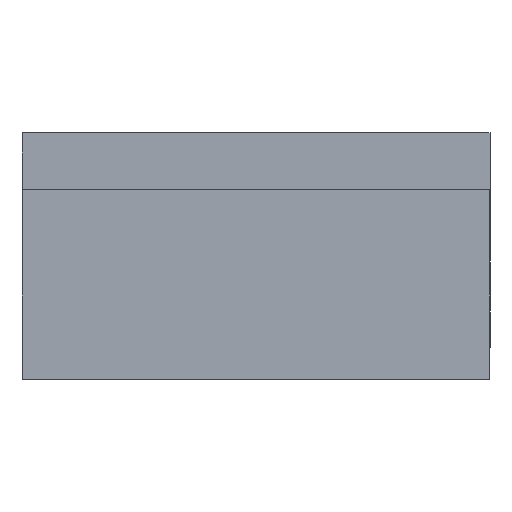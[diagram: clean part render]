
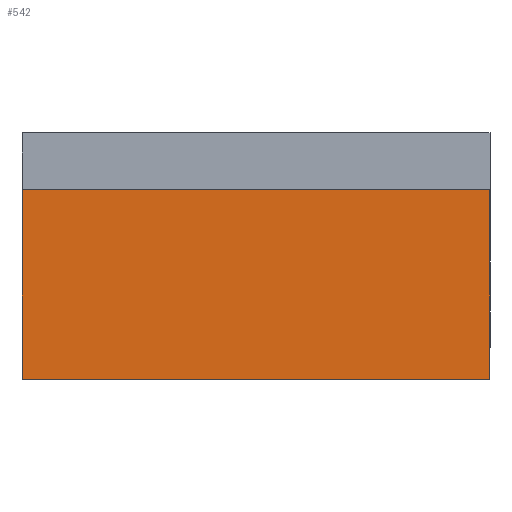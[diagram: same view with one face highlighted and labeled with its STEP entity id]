
A CAD part, left-side view. The second image highlights one B-rep face of the part: STEP entity #542.
In plain terms, the highlighted planar face has unit normal (-1, 0, 0).
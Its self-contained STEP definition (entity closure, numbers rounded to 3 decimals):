
#20 = DIRECTION ( 'NONE',  ( 0., 0., 1. ) ) ;
#28 = ORIENTED_EDGE ( 'NONE', *, *, #261, .F. ) ;
#29 = CARTESIAN_POINT ( 'NONE',  ( 0., 14.8, -6. ) ) ;
#37 = VERTEX_POINT ( 'NONE', #528 ) ;
#49 = CARTESIAN_POINT ( 'NONE',  ( 0., 0., -6. ) ) ;
#68 = VERTEX_POINT ( 'NONE', #141 ) ;
#80 = AXIS2_PLACEMENT_3D ( 'NONE', #287, #323, #503 ) ;
#81 = CARTESIAN_POINT ( 'NONE',  ( 0., 14.8, 0. ) ) ;
#141 = CARTESIAN_POINT ( 'NONE',  ( 0., 14.8, 0. ) ) ;
#147 = LINE ( 'NONE', #425, #310 ) ;
#203 = CARTESIAN_POINT ( 'NONE',  ( 0., 14.8, -6. ) ) ;
#206 = VECTOR ( 'NONE', #581, 1000. ) ;
#221 = FACE_OUTER_BOUND ( 'NONE', #442, .T. ) ;
#235 = ORIENTED_EDGE ( 'NONE', *, *, #384, .F. ) ;
#239 = CARTESIAN_POINT ( 'NONE',  ( 0., 0., -6. ) ) ;
#241 = VERTEX_POINT ( 'NONE', #29 ) ;
#243 = LINE ( 'NONE', #203, #317 ) ;
#261 = EDGE_CURVE ( 'NONE', #241, #68, #147, .T. ) ;
#287 = CARTESIAN_POINT ( 'NONE',  ( 0., 14.8, -6. ) ) ;
#303 = LINE ( 'NONE', #81, #546 ) ;
#310 = VECTOR ( 'NONE', #20, 1000. ) ;
#317 = VECTOR ( 'NONE', #514, 1000. ) ;
#323 = DIRECTION ( 'NONE',  ( 1., 0., 0. ) ) ;
#384 = EDGE_CURVE ( 'NONE', #68, #37, #303, .T. ) ;
#425 = CARTESIAN_POINT ( 'NONE',  ( 0., 14.8, -6. ) ) ;
#428 = EDGE_CURVE ( 'NONE', #457, #37, #537, .T. ) ;
#442 = EDGE_LOOP ( 'NONE', ( #548, #235, #28, #523 ) ) ;
#457 = VERTEX_POINT ( 'NONE', #49 ) ;
#482 = DIRECTION ( 'NONE',  ( 0., -1., 0. ) ) ;
#503 = DIRECTION ( 'NONE',  ( 0., 0., -1. ) ) ;
#507 = PLANE ( 'NONE',  #80 ) ;
#514 = DIRECTION ( 'NONE',  ( 0., -1., 0. ) ) ;
#523 = ORIENTED_EDGE ( 'NONE', *, *, #575, .T. ) ;
#528 = CARTESIAN_POINT ( 'NONE',  ( 0., 0., 0. ) ) ;
#537 = LINE ( 'NONE', #239, #206 ) ;
#542 = ADVANCED_FACE ( 'NONE', ( #221 ), #507, .F. ) ;
#546 = VECTOR ( 'NONE', #482, 1000. ) ;
#548 = ORIENTED_EDGE ( 'NONE', *, *, #428, .T. ) ;
#575 = EDGE_CURVE ( 'NONE', #241, #457, #243, .T. ) ;
#581 = DIRECTION ( 'NONE',  ( 0., 0., 1. ) ) ;
